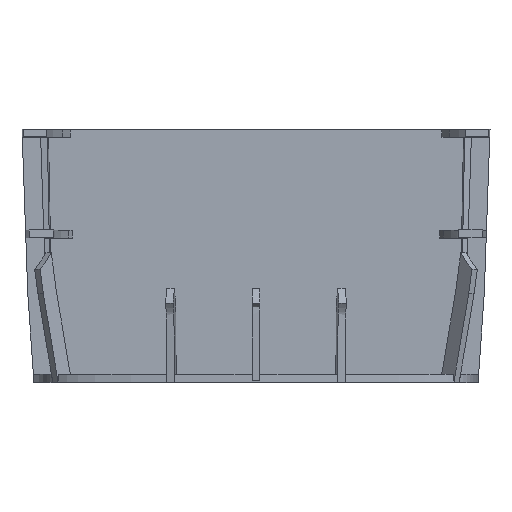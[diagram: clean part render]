
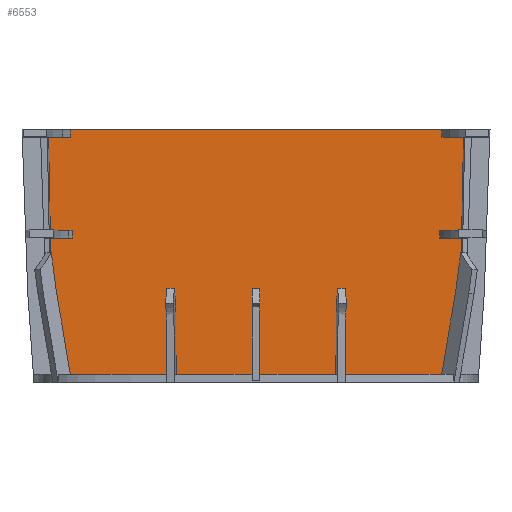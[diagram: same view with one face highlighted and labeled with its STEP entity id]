
A CAD part, top view. The second image highlights one B-rep face of the part: STEP entity #6553.
In plain terms, the highlighted planar face has unit normal (0, 0, 1).
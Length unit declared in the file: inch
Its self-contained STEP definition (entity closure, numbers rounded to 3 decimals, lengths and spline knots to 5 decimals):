
#670=FACE_OUTER_BOUND('',#1070,.T.);
#1070=EDGE_LOOP('',(#5765,#5766,#5767,#5768));
#1837=LINE('',#16553,#2467);
#1841=LINE('',#16561,#2471);
#1844=LINE('',#16567,#2474);
#1847=LINE('',#16572,#2477);
#2467=VECTOR('',#8226,0.3937);
#2471=VECTOR('',#8232,0.3937);
#2474=VECTOR('',#8237,0.3937);
#2477=VECTOR('',#8242,0.3937);
#3109=VERTEX_POINT('',#16551);
#3110=VERTEX_POINT('',#16552);
#3113=VERTEX_POINT('',#16560);
#3115=VERTEX_POINT('',#16566);
#4001=EDGE_CURVE('',#3109,#3110,#1837,.T.);
#4005=EDGE_CURVE('',#3110,#3113,#1841,.T.);
#4008=EDGE_CURVE('',#3113,#3115,#1844,.T.);
#4011=EDGE_CURVE('',#3115,#3109,#1847,.T.);
#5765=ORIENTED_EDGE('',*,*,#4011,.T.);
#5766=ORIENTED_EDGE('',*,*,#4001,.T.);
#5767=ORIENTED_EDGE('',*,*,#4005,.T.);
#5768=ORIENTED_EDGE('',*,*,#4008,.T.);
#6176=PLANE('',#6985);
#6553=ADVANCED_FACE('',(#670),#6176,.T.);
#6985=AXIS2_PLACEMENT_3D('',#16574,#8244,#8245);
#8226=DIRECTION('',(-1.,0.,0.));
#8232=DIRECTION('',(0.,-1.,0.));
#8237=DIRECTION('',(1.,0.,0.));
#8242=DIRECTION('',(0.,1.,0.));
#8244=DIRECTION('center_axis',(0.,0.,1.));
#8245=DIRECTION('ref_axis',(1.,0.,0.));
#16551=CARTESIAN_POINT('',(20.598,24.,-18.15));
#16552=CARTESIAN_POINT('',(-20.598,24.,-18.15));
#16553=CARTESIAN_POINT('',(20.598,24.,-18.15));
#16560=CARTESIAN_POINT('',(-20.598,0.,-18.15));
#16561=CARTESIAN_POINT('',(-20.598,24.,-18.15));
#16566=CARTESIAN_POINT('',(20.598,0.,-18.15));
#16567=CARTESIAN_POINT('',(-20.598,0.,-18.15));
#16572=CARTESIAN_POINT('',(20.598,0.,-18.15));
#16574=CARTESIAN_POINT('Origin',(0.,12.,-18.15));
